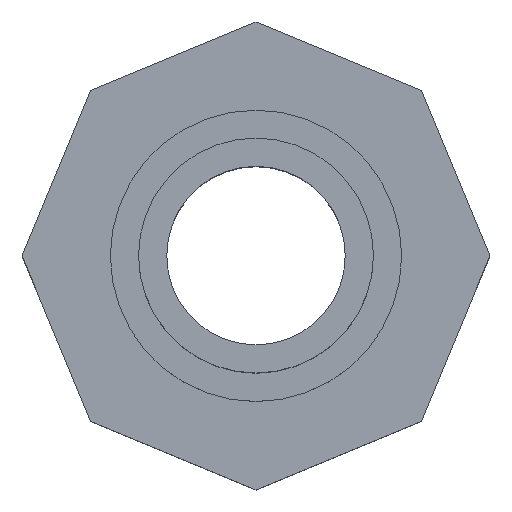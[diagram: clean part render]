
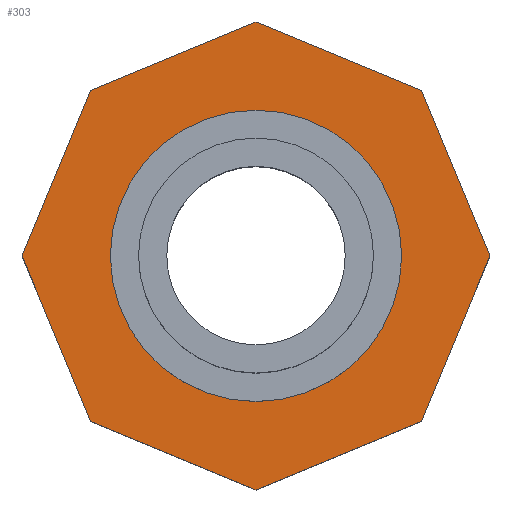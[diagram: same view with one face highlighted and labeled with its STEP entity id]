
A CAD part, top view. The second image highlights one B-rep face of the part: STEP entity #303.
In plain terms, the highlighted planar face has unit normal (0, 0, 1).
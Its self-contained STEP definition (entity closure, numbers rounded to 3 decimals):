
#28=LINE($,#460,#52);
#30=LINE($,#464,#54);
#32=LINE($,#468,#56);
#34=LINE($,#472,#58);
#36=LINE($,#476,#60);
#38=LINE($,#480,#62);
#40=LINE($,#484,#64);
#42=LINE($,#487,#66);
#52=VECTOR($,#367,19.054);
#54=VECTOR($,#371,19.054);
#56=VECTOR($,#375,19.054);
#58=VECTOR($,#379,19.054);
#60=VECTOR($,#383,19.054);
#62=VECTOR($,#387,19.054);
#64=VECTOR($,#391,19.054);
#66=VECTOR($,#395,19.054);
#78=PLANE($,#334);
#87=FACE_BOUND($,#135,.T.);
#108=FACE_OUTER_BOUND($,#134,.T.);
#134=EDGE_LOOP($,(#270,#271,#272,#273,#274,#275,#276,#277));
#135=EDGE_LOOP($,(#278));
#151=CIRCLE($,#333,15.5);
#166=VERTEX_POINT($,#457);
#167=VERTEX_POINT($,#459);
#168=VERTEX_POINT($,#463);
#169=VERTEX_POINT($,#467);
#170=VERTEX_POINT($,#471);
#171=VERTEX_POINT($,#475);
#172=VERTEX_POINT($,#479);
#173=VERTEX_POINT($,#483);
#178=VERTEX_POINT($,#500);
#194=EDGE_CURVE($,#167,#166,#28,.T.);
#196=EDGE_CURVE($,#168,#167,#30,.T.);
#198=EDGE_CURVE($,#169,#168,#32,.T.);
#200=EDGE_CURVE($,#170,#169,#34,.T.);
#202=EDGE_CURVE($,#171,#170,#36,.T.);
#204=EDGE_CURVE($,#172,#171,#38,.T.);
#206=EDGE_CURVE($,#173,#172,#40,.T.);
#208=EDGE_CURVE($,#166,#173,#42,.T.);
#213=EDGE_CURVE($,#178,#178,#151,.T.);
#270=ORIENTED_EDGE($,*,*,#208,.T.);
#271=ORIENTED_EDGE($,*,*,#206,.T.);
#272=ORIENTED_EDGE($,*,*,#204,.T.);
#273=ORIENTED_EDGE($,*,*,#202,.T.);
#274=ORIENTED_EDGE($,*,*,#200,.T.);
#275=ORIENTED_EDGE($,*,*,#198,.T.);
#276=ORIENTED_EDGE($,*,*,#196,.T.);
#277=ORIENTED_EDGE($,*,*,#194,.T.);
#278=ORIENTED_EDGE($,*,*,#213,.T.);
#303=ADVANCED_FACE($,(#108,#87),#78,.T.);
#333=AXIS2_PLACEMENT_3D($,#501,#412,#413);
#334=AXIS2_PLACEMENT_3D($,#502,#414,#415);
#367=DIRECTION($,(-0.924,0.383,0.));
#371=DIRECTION($,(-0.383,0.924,0.));
#375=DIRECTION($,(0.383,0.924,0.));
#379=DIRECTION($,(0.924,0.383,0.));
#383=DIRECTION($,(0.924,-0.383,0.));
#387=DIRECTION($,(0.383,-0.924,0.));
#391=DIRECTION($,(-0.383,-0.924,0.));
#395=DIRECTION($,(-0.924,-0.383,0.));
#412=DIRECTION('center_axis',(0.,0.,-1.));
#413=DIRECTION('ref_axis',(0.,1.,0.));
#414=DIRECTION('center_axis',(0.,0.,1.));
#415=DIRECTION('ref_axis',(1.,0.,0.));
#457=CARTESIAN_POINT('',(0.,24.895,38.));
#459=CARTESIAN_POINT('',(17.603,17.603,38.));
#460=CARTESIAN_POINT($,(17.603,17.603,38.));
#463=CARTESIAN_POINT('',(24.895,0.,38.));
#464=CARTESIAN_POINT($,(24.895,0.,38.));
#467=CARTESIAN_POINT('',(17.603,-17.603,38.));
#468=CARTESIAN_POINT($,(17.603,-17.603,38.));
#471=CARTESIAN_POINT('',(0.,-24.895,38.));
#472=CARTESIAN_POINT($,(0.,-24.895,38.));
#475=CARTESIAN_POINT('',(-17.603,-17.603,38.));
#476=CARTESIAN_POINT($,(-17.603,-17.603,38.));
#479=CARTESIAN_POINT('',(-24.895,0.,38.));
#480=CARTESIAN_POINT($,(-24.895,0.,38.));
#483=CARTESIAN_POINT('',(-17.603,17.603,38.));
#484=CARTESIAN_POINT($,(-17.603,17.603,38.));
#487=CARTESIAN_POINT($,(0.,24.895,38.));
#500=CARTESIAN_POINT('',(0.,15.5,38.));
#501=CARTESIAN_POINT('Origin',(0.,0.,38.));
#502=CARTESIAN_POINT('Origin',(0.,16.062,38.));
